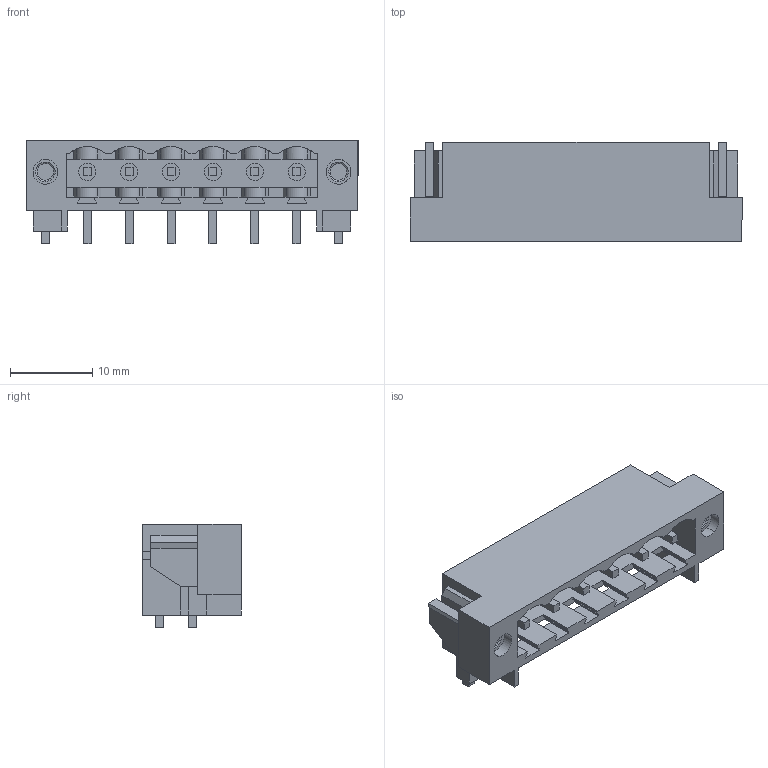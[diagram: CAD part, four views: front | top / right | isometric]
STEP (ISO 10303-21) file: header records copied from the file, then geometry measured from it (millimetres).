
FILE_DESCRIPTION(('CATIA V5 STEP Exchange','CAx-IF Rec.Pracs.--- Model Styling and Organization---1.4--- 2014-01-23'),'2;1');
FILE_NAME ('D1458228_1_1876960000_1876960000.stp','2023-05-10T07:05:51+00:00',('none'),('Weidmueller'),'CATIA Version 5-6 Release 2016 SP3 HF44','CATIA V5 STEP AP214','none');
FILE_SCHEMA(('AUTOMOTIVE_DESIGN { 1 0 10303 214 1 1 1 1 }'));
Length unit declared in the file: millimetre
Products named in the file (1): 1876960000
Bounding box: 40.28 x 12 x 12.5 mm (x, y, z)
Volume: 1810.4 mm3; surface area: 4136.3 mm2
Topology: 11 solids, 11 shells, 464 faces, 1365 edges, 909 vertices
Faces by surface type: plane 386, cylinder 70, cone 8
Entity records: 14585 total; most frequent: CARTESIAN_POINT 2843, ORIENTED_EDGE 2730, DIRECTION 1936, EDGE_CURVE 1365, VECTOR 1166, LINE 1166, VERTEX_POINT 909, EDGE_LOOP 486
